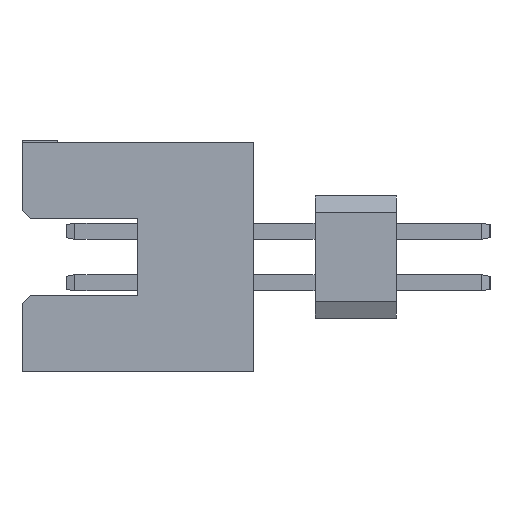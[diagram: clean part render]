
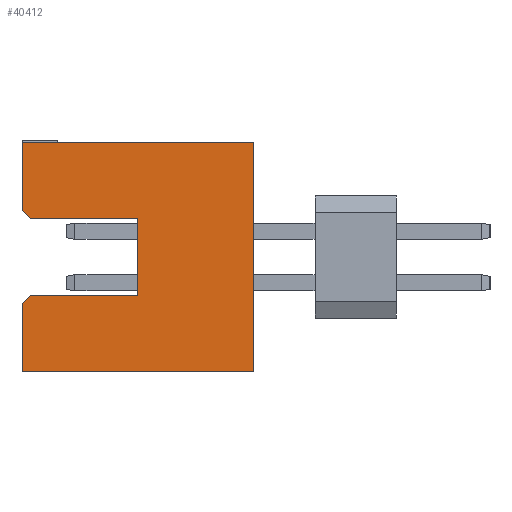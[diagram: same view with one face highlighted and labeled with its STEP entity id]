
A CAD part, left-side view. The second image highlights one B-rep face of the part: STEP entity #40412.
In plain terms, the highlighted planar face has unit normal (-1, 0, 0).
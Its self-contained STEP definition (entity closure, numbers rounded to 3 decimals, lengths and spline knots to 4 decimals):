
#57=DIRECTION('',(0.,0.707,-0.707));
#58=VECTOR('',#57,0.2828);
#59=CARTESIAN_POINT('',(-26.9,5.5,-0.95));
#60=LINE('',#59,#58);
#61=DIRECTION('',(0.,-1.,0.));
#62=VECTOR('',#61,2.65);
#63=CARTESIAN_POINT('',(-26.9,5.5,0.95));
#64=LINE('',#63,#62);
#65=DIRECTION('',(0.,-0.707,-0.707));
#66=VECTOR('',#65,0.2828);
#67=CARTESIAN_POINT('',(-26.9,5.7,1.15));
#68=LINE('',#67,#66);
#69=DIRECTION('',(0.,0.,-1.));
#70=VECTOR('',#69,1.675);
#71=CARTESIAN_POINT('',(-26.9,5.7,2.825));
#72=LINE('',#71,#70);
#73=DIRECTION('',(0.,1.,0.));
#74=VECTOR('',#73,5.7);
#75=CARTESIAN_POINT('',(-26.9,0.,2.825));
#76=LINE('',#75,#74);
#77=DIRECTION('',(0.,0.,1.));
#78=VECTOR('',#77,5.65);
#79=CARTESIAN_POINT('',(-26.9,0.,-2.825));
#80=LINE('',#79,#78);
#81=DIRECTION('',(0.,-1.,0.));
#82=VECTOR('',#81,5.7);
#83=CARTESIAN_POINT('',(-26.9,5.7,-2.825));
#84=LINE('',#83,#82);
#85=DIRECTION('',(0.,0.,-1.));
#86=VECTOR('',#85,1.675);
#87=CARTESIAN_POINT('',(-26.9,5.7,-1.15));
#88=LINE('',#87,#86);
#30715=DIRECTION('',(0.,0.,-1.));
#30716=VECTOR('',#30715,1.9);
#30717=CARTESIAN_POINT('',(-26.9,2.85,0.95));
#30718=LINE('',#30717,#30716);
#30739=DIRECTION('',(0.,1.,0.));
#30740=VECTOR('',#30739,2.65);
#30741=CARTESIAN_POINT('',(-26.9,2.85,-0.95));
#30742=LINE('',#30741,#30740);
#33307=CARTESIAN_POINT('',(-26.9,0.,2.825));
#33308=VERTEX_POINT('',#33307);
#33309=CARTESIAN_POINT('',(-26.9,0.,-2.825));
#33310=VERTEX_POINT('',#33309);
#33349=CARTESIAN_POINT('',(-26.9,5.7,2.825));
#33350=VERTEX_POINT('',#33349);
#33361=CARTESIAN_POINT('',(-26.9,5.7,-1.15));
#33362=VERTEX_POINT('',#33361);
#33363=CARTESIAN_POINT('',(-26.9,5.7,-2.825));
#33364=VERTEX_POINT('',#33363);
#33373=CARTESIAN_POINT('',(-26.9,5.7,1.15));
#33374=VERTEX_POINT('',#33373);
#33479=CARTESIAN_POINT('',(-26.9,5.5,0.95));
#33480=VERTEX_POINT('',#33479);
#33481=CARTESIAN_POINT('',(-26.9,2.85,0.95));
#33482=VERTEX_POINT('',#33481);
#33483=CARTESIAN_POINT('',(-26.9,5.5,-0.95));
#33484=VERTEX_POINT('',#33483);
#33485=CARTESIAN_POINT('',(-26.9,2.85,-0.95));
#33486=VERTEX_POINT('',#33485);
#40388=CARTESIAN_POINT('',(-26.9,2.85,0.));
#40389=DIRECTION('',(1.,0.,0.));
#40390=DIRECTION('',(0.,0.,1.));
#40391=AXIS2_PLACEMENT_3D('',#40388,#40389,#40390);
#40392=PLANE('',#40391);
#40394=ORIENTED_EDGE('',*,*,#40393,.F.);
#40396=ORIENTED_EDGE('',*,*,#40395,.F.);
#40398=ORIENTED_EDGE('',*,*,#40397,.F.);
#40400=ORIENTED_EDGE('',*,*,#40399,.F.);
#40402=ORIENTED_EDGE('',*,*,#40401,.F.);
#40403=ORIENTED_EDGE('',*,*,#40343,.F.);
#40404=ORIENTED_EDGE('',*,*,#40309,.F.);
#40405=ORIENTED_EDGE('',*,*,#40250,.F.);
#40407=ORIENTED_EDGE('',*,*,#40406,.F.);
#40409=ORIENTED_EDGE('',*,*,#40408,.F.);
#40410=EDGE_LOOP('',(#40394,#40396,#40398,#40400,#40402,#40403,#40404,#40405,
#40407,#40409));
#40411=FACE_OUTER_BOUND('',#40410,.F.);
#40250=EDGE_CURVE('',#33310,#33308,#80,.T.);
#40309=EDGE_CURVE('',#33308,#33350,#76,.T.);
#40343=EDGE_CURVE('',#33350,#33374,#72,.T.);
#40393=EDGE_CURVE('',#33484,#33362,#60,.T.);
#40395=EDGE_CURVE('',#33486,#33484,#30742,.T.);
#40397=EDGE_CURVE('',#33482,#33486,#30718,.T.);
#40399=EDGE_CURVE('',#33480,#33482,#64,.T.);
#40401=EDGE_CURVE('',#33374,#33480,#68,.T.);
#40406=EDGE_CURVE('',#33364,#33310,#84,.T.);
#40408=EDGE_CURVE('',#33362,#33364,#88,.T.);
#40412=ADVANCED_FACE('',(#40411),#40392,.F.);
